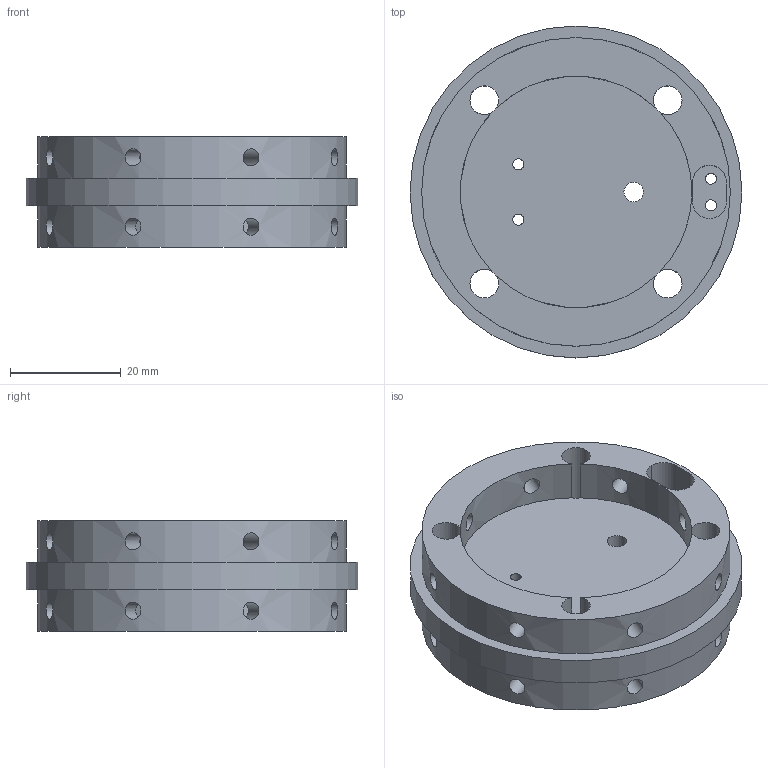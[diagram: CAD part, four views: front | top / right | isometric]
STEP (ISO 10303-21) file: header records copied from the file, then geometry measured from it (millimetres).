
FILE_DESCRIPTION(('FreeCAD Model'),'2;1');
FILE_NAME('Open CASCADE Shape Model','2025-10-10T14:16:53',(''),(''), 'Open CASCADE STEP processor 7.8','FreeCAD','Unknown');
FILE_SCHEMA(('AUTOMOTIVE_DESIGN { 1 0 10303 214 1 1 1 1 }'));
Length unit declared in the file: millimetre
Products named in the file (1): Body
Bounding box: 60 x 60 x 20 mm (x, y, z)
Volume: 37169.2 mm3; surface area: 12747.7 mm2
Topology: 1 solids, 1 shells, 70 faces, 214 edges, 154 vertices
Faces by surface type: cylinder 36, plane 34
Full cylindrical faces by diameter (mm): 2 x4, 3.1 x16, 3.5 x1, 5.2 x4, 55.8 x2, 60 x1
Entity records: 4804 total; most frequent: CARTESIAN_POINT 2807, ORIENTED_EDGE 428, DIRECTION 374, EDGE_CURVE 214, VERTEX_POINT 154, AXIS2_PLACEMENT_3D 153, FACE_BOUND 112, EDGE_LOOP 112
